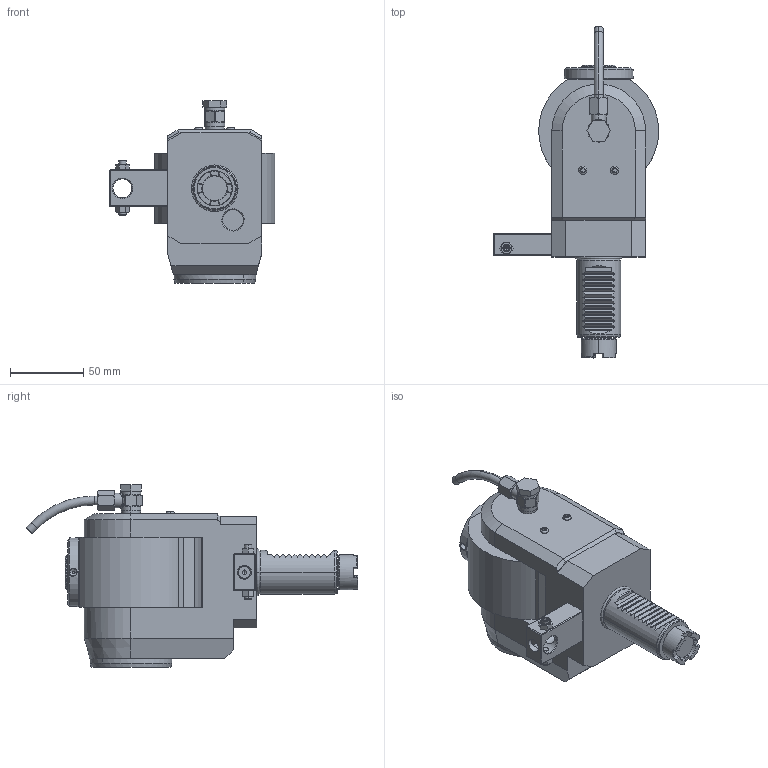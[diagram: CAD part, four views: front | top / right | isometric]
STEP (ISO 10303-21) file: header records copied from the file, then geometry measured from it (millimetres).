
FILE_DESCRIPTION((''),'2;1');
FILE_NAME('NGT1_30_555_16_2_2JB','2022-03-30T',('vali'),('NOVA GRUP'),'PRO/ENGINEER BY PARAMETRIC TECHNOLOGY CORPORATION, 2010280','PRO/ENGINEER BY PARAMETRIC TECHNOLOGY CORPORATION, 2010280','');
FILE_SCHEMA(('CONFIG_CONTROL_DESIGN'));
Length unit declared in the file: millimetre
Products named in the file (1): NGT1_30_555_16_2_2JB
Bounding box: 113 x 226.67 x 124.9 mm (x, y, z)
Volume: 787160.5 mm3; surface area: 74804.2 mm2
Topology: 1 solids, 3 shells, 559 faces, 1381 edges, 851 vertices
Faces by surface type: plane 237, cylinder 142, cone 86, bspline 62, torus 32
Entity records: 23516 total; most frequent: CARTESIAN_POINT 11056, ORIENTED_EDGE 2738, DIRECTION 2314, EDGE_CURVE 1369, AXIS2_PLACEMENT_3D 853, VERTEX_POINT 851, VECTOR 608, LINE 608
